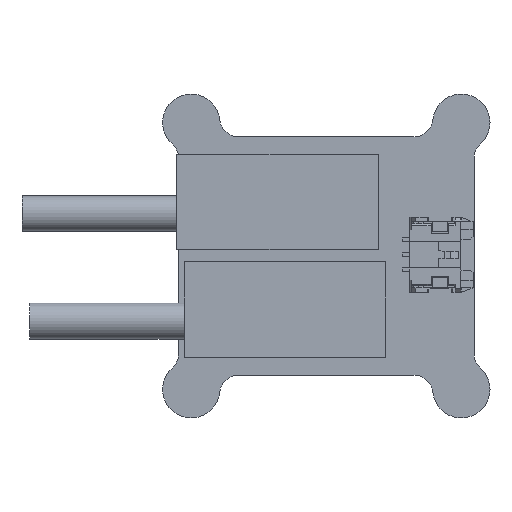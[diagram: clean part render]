
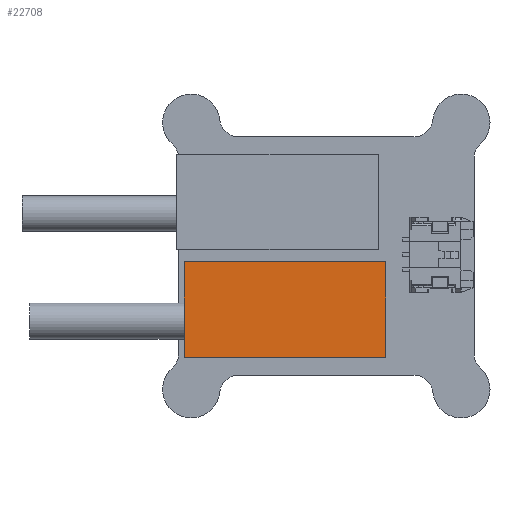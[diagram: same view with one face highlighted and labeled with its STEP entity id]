
A CAD part, top view. The second image highlights one B-rep face of the part: STEP entity #22708.
In plain terms, the highlighted planar face has unit normal (0, 0, 1).
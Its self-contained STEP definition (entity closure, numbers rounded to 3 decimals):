
#22579 = VERTEX_POINT('',#22580);
#22580 = CARTESIAN_POINT('',(7.95,-0.8,9.)
  );
#22586 = EDGE_CURVE('',#22579,#22587,#22589,.T.);
#22587 = VERTEX_POINT('',#22588);
#22588 = CARTESIAN_POINT('',(-18.95,-0.8,9.)
  );
#22589 = LINE('',#22590,#22591);
#22590 = CARTESIAN_POINT('',(7.95,-0.8,9.)
  );
#22591 = VECTOR('',#22592,1.);
#22592 = DIRECTION('',(-1.,0.,0.));
#22617 = EDGE_CURVE('',#22587,#22618,#22620,.T.);
#22618 = VERTEX_POINT('',#22619);
#22619 = CARTESIAN_POINT('',(-18.95,-13.5,9.)
  );
#22620 = LINE('',#22621,#22622);
#22621 = CARTESIAN_POINT('',(-18.95,-0.8,9.)
  );
#22622 = VECTOR('',#22623,1.);
#22623 = DIRECTION('',(0.,-1.,0.));
#22648 = EDGE_CURVE('',#22618,#22649,#22651,.T.);
#22649 = VERTEX_POINT('',#22650);
#22650 = CARTESIAN_POINT('',(7.95,-13.5,9.)
  );
#22651 = LINE('',#22652,#22653);
#22652 = CARTESIAN_POINT('',(-18.95,-13.5,9.)
  );
#22653 = VECTOR('',#22654,1.);
#22654 = DIRECTION('',(1.,0.,0.));
#22679 = EDGE_CURVE('',#22649,#22579,#22680,.T.);
#22680 = LINE('',#22681,#22682);
#22681 = CARTESIAN_POINT('',(7.95,-13.5,9.)
  );
#22682 = VECTOR('',#22683,1.);
#22683 = DIRECTION('',(0.,1.,0.));
#22708 = ADVANCED_FACE('',(#22709),#22715,.F.);
#22709 = FACE_BOUND('',#22710,.T.);
#22710 = EDGE_LOOP('',(#22711,#22712,#22713,#22714));
#22711 = ORIENTED_EDGE('',*,*,#22586,.T.);
#22712 = ORIENTED_EDGE('',*,*,#22617,.T.);
#22713 = ORIENTED_EDGE('',*,*,#22648,.T.);
#22714 = ORIENTED_EDGE('',*,*,#22679,.T.);
#22715 = PLANE('',#22716);
#22716 = AXIS2_PLACEMENT_3D('',#22717,#22718,#22719);
#22717 = CARTESIAN_POINT('',(7.95,-0.8,9.)
  );
#22718 = DIRECTION('',(0.,0.,-1.));
#22719 = DIRECTION('',(-1.,0.,0.));
